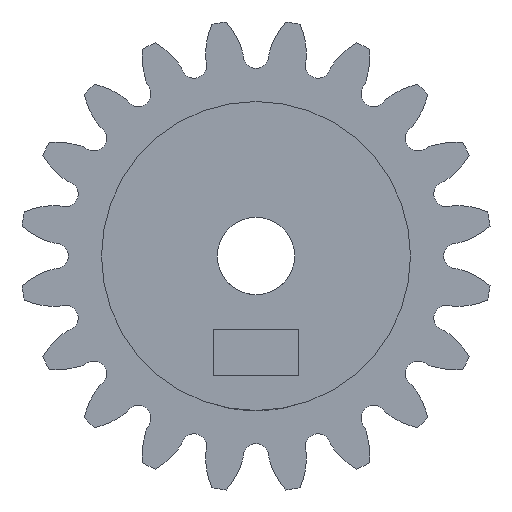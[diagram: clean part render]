
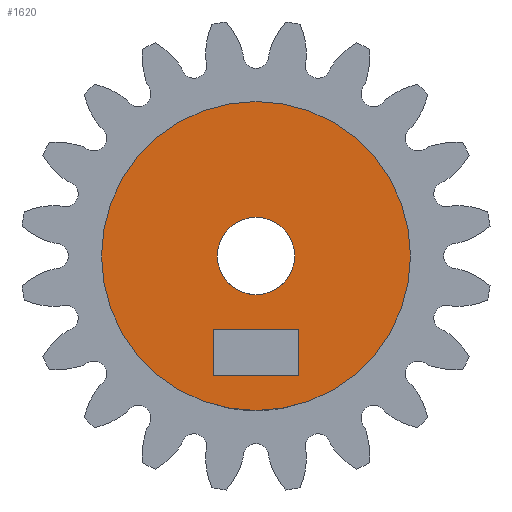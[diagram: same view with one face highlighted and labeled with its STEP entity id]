
A CAD part, front view. The second image highlights one B-rep face of the part: STEP entity #1620.
In plain terms, the highlighted planar face has unit normal (0, -1, 0).
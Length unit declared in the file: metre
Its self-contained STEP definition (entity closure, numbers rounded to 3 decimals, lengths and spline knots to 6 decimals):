
#178=LINE('',#2239,#270);
#179=LINE('',#2242,#271);
#180=LINE('',#2244,#272);
#181=LINE('',#2246,#273);
#270=VECTOR('',#1871,1.);
#271=VECTOR('',#1872,1.);
#272=VECTOR('',#1873,1.);
#273=VECTOR('',#1874,1.);
#362=ORIENTED_EDGE('',*,*,#882,.F.);
#363=ORIENTED_EDGE('',*,*,#883,.T.);
#364=ORIENTED_EDGE('',*,*,#884,.F.);
#365=ORIENTED_EDGE('',*,*,#885,.T.);
#366=ORIENTED_EDGE('',*,*,#886,.T.);
#367=ORIENTED_EDGE('',*,*,#887,.F.);
#882=EDGE_CURVE('',#1142,#1142,#1318,.T.);
#883=EDGE_CURVE('',#1143,#1143,#1319,.T.);
#884=EDGE_CURVE('',#1144,#1145,#178,.T.);
#885=EDGE_CURVE('',#1144,#1146,#179,.T.);
#886=EDGE_CURVE('',#1146,#1147,#180,.T.);
#887=EDGE_CURVE('',#1145,#1147,#181,.T.);
#1142=VERTEX_POINT('',#2236);
#1143=VERTEX_POINT('',#2238);
#1144=VERTEX_POINT('',#2240);
#1145=VERTEX_POINT('',#2241);
#1146=VERTEX_POINT('',#2243);
#1147=VERTEX_POINT('',#2245);
#1318=CIRCLE('',#1726,0.0025);
#1319=CIRCLE('',#1727,0.01);
#1404=EDGE_LOOP('',(#362));
#1405=EDGE_LOOP('',(#363));
#1406=EDGE_LOOP('',(#364,#365,#366,#367));
#1508=FACE_BOUND('',#1404,.T.);
#1509=FACE_BOUND('',#1405,.T.);
#1510=FACE_BOUND('',#1406,.T.);
#1612=PLANE('',#1725);
#1620=ADVANCED_FACE('',(#1508,#1509,#1510),#1612,.T.);
#1725=AXIS2_PLACEMENT_3D('',#2234,#1865,#1866);
#1726=AXIS2_PLACEMENT_3D('',#2235,#1867,#1868);
#1727=AXIS2_PLACEMENT_3D('',#2237,#1869,#1870);
#1865=DIRECTION('',(0.,-1.,0.));
#1866=DIRECTION('',(1.,0.,0.));
#1867=DIRECTION('',(0.,-1.,0.));
#1868=DIRECTION('',(0.,0.,-1.));
#1869=DIRECTION('',(0.,-1.,0.));
#1870=DIRECTION('',(0.,0.,-1.));
#1871=DIRECTION('',(0.,0.,1.));
#1872=DIRECTION('',(-1.,0.,0.));
#1873=DIRECTION('',(0.,0.,1.));
#1874=DIRECTION('',(-1.,0.,0.));
#2234=CARTESIAN_POINT('',(0.,-0.02,0.));
#2235=CARTESIAN_POINT('',(0.,-0.02,0.));
#2236=CARTESIAN_POINT('',(0.,-0.02,-0.0025));
#2237=CARTESIAN_POINT('',(0.,-0.02,0.));
#2238=CARTESIAN_POINT('',(0.,-0.02,-0.01));
#2239=CARTESIAN_POINT('',(0.00275,-0.02,-0.00625));
#2240=CARTESIAN_POINT('',(0.00275,-0.02,-0.00775));
#2241=CARTESIAN_POINT('',(0.00275,-0.02,-0.00475));
#2242=CARTESIAN_POINT('',(0.,-0.02,-0.00775));
#2243=CARTESIAN_POINT('',(-0.00275,-0.02,-0.00775));
#2244=CARTESIAN_POINT('',(-0.00275,-0.02,-0.00625));
#2245=CARTESIAN_POINT('',(-0.00275,-0.02,-0.00475));
#2246=CARTESIAN_POINT('',(0.,-0.02,-0.00475));
